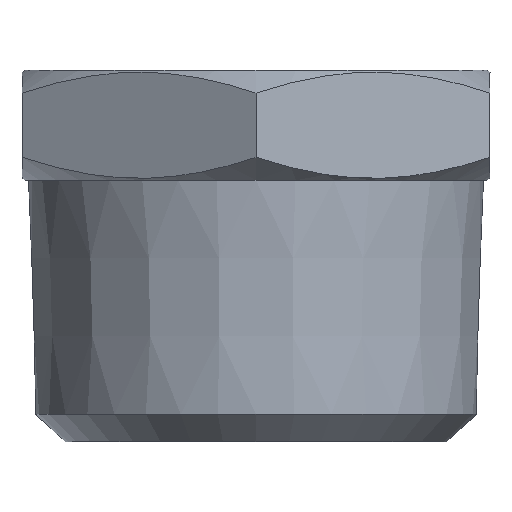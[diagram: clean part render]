
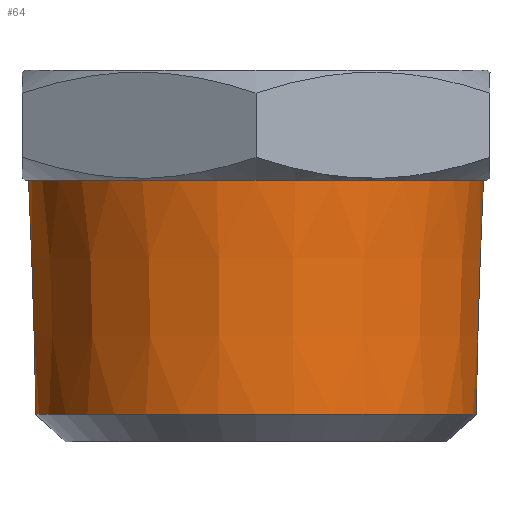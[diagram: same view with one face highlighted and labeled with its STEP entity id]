
A CAD part, left-side view. The second image highlights one B-rep face of the part: STEP entity #64.
In plain terms, the highlighted conical face has half-angle 1.788 degrees and reference radius 16.525 mm.
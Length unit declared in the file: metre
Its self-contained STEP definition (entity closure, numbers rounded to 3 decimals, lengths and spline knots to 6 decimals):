
#64 = ADVANCED_FACE( 'NONE', ( #132, #133 ), #134, .T. );
#132 = FACE_OUTER_BOUND( '', #197, .T. );
#133 = FACE_BOUND( '', #198, .T. );
#134 = CONICAL_SURFACE( '', #199, 0.016525, 0.031 );
#197 = EDGE_LOOP( '', ( #304 ) );
#198 = EDGE_LOOP( '', ( #305 ) );
#199 = AXIS2_PLACEMENT_3D( '', #306, #307, #308 );
#304 = ORIENTED_EDGE( '', *, *, #341, .T. );
#305 = ORIENTED_EDGE( '', *, *, #354, .F. );
#306 = CARTESIAN_POINT( '', ( 0., 0., 0. ) );
#307 = DIRECTION( '', ( 0., 0., 1. ) );
#308 = DIRECTION( '', ( 1., 0., 0. ) );
#341 = EDGE_CURVE( 'NONE', #391, #391, #392, .T. );
#354 = EDGE_CURVE( 'NONE', #413, #413, #414, .T. );
#391 = VERTEX_POINT( '', #490 );
#392 = CIRCLE( '', #491, 0.016525 );
#413 = VERTEX_POINT( '', #573 );
#414 = CIRCLE( '', #574, 0.015994 );
#490 = CARTESIAN_POINT( '', ( 0.016525, 0., 0. ) );
#491 = AXIS2_PLACEMENT_3D( '', #700, #701, #702 );
#573 = CARTESIAN_POINT( '', ( 0.015994, 0., -0.017001 ) );
#574 = AXIS2_PLACEMENT_3D( '', #706, #707, #708 );
#700 = CARTESIAN_POINT( '', ( 0., 0., 0. ) );
#701 = DIRECTION( '', ( 0., 0., -1. ) );
#702 = DIRECTION( '', ( 1., 0., 0. ) );
#706 = CARTESIAN_POINT( '', ( 0., 0., -0.017001 ) );
#707 = DIRECTION( '', ( 0., 0., -1. ) );
#708 = DIRECTION( '', ( 1., 0., 0. ) );
